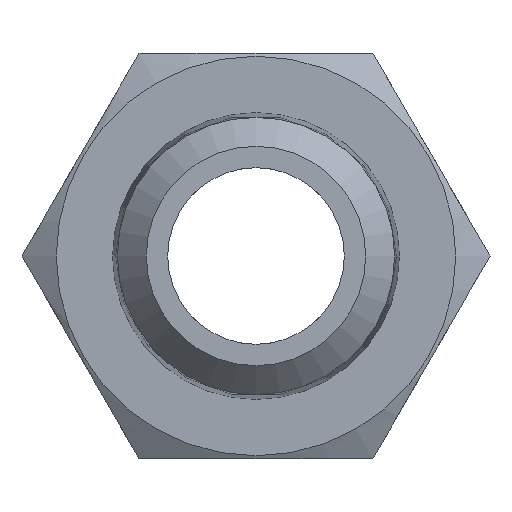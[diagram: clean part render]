
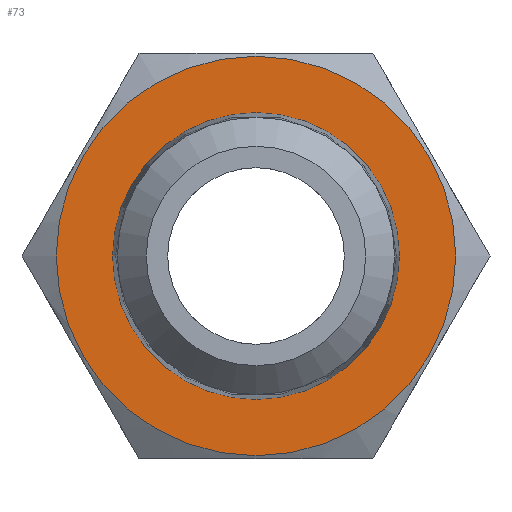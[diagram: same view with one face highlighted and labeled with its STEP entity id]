
A CAD part, front view. The second image highlights one B-rep face of the part: STEP entity #73.
In plain terms, the highlighted planar face has unit normal (0, -1, 0).
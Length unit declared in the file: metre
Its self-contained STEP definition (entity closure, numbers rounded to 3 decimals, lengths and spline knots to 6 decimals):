
#73 = ADVANCED_FACE( 'NONE', ( #183, #184 ), #185, .T. );
#183 = FACE_OUTER_BOUND( '', #346, .T. );
#184 = FACE_BOUND( '', #347, .T. );
#185 = PLANE( '', #348 );
#346 = EDGE_LOOP( '', ( #510 ) );
#347 = EDGE_LOOP( '', ( #511 ) );
#348 = AXIS2_PLACEMENT_3D( '', #512, #513, #514 );
#510 = ORIENTED_EDGE( '', *, *, #874, .F. );
#511 = ORIENTED_EDGE( '', *, *, #875, .T. );
#512 = CARTESIAN_POINT( '', ( 0.004954, 0.0075, 0. ) );
#513 = DIRECTION( '', ( 0., -1., 0. ) );
#514 = DIRECTION( '', ( 0., 0., -1. ) );
#874 = EDGE_CURVE( 'NONE', #1020, #1020, #1021, .T. );
#875 = EDGE_CURVE( 'NONE', #1022, #1022, #1023, .T. );
#1020 = VERTEX_POINT( '', #1237 );
#1021 = CIRCLE( '', #1238, 0.0069 );
#1022 = VERTEX_POINT( '', #1239 );
#1023 = CIRCLE( '', #1240, 0.004954 );
#1237 = CARTESIAN_POINT( '', ( 0.0069, 0.0075, 0. ) );
#1238 = AXIS2_PLACEMENT_3D( '', #1620, #1621, #1622 );
#1239 = CARTESIAN_POINT( '', ( -0.004954, 0.0075, 0. ) );
#1240 = AXIS2_PLACEMENT_3D( '', #1623, #1624, #1625 );
#1620 = CARTESIAN_POINT( '', ( 0., 0.0075, 0. ) );
#1621 = DIRECTION( '', ( 0., 1., 0. ) );
#1622 = DIRECTION( '', ( 1., 0., 0. ) );
#1623 = CARTESIAN_POINT( '', ( 0., 0.0075, 0. ) );
#1624 = DIRECTION( '', ( 0., 1., 0. ) );
#1625 = DIRECTION( '', ( -1., 0., 0. ) );
